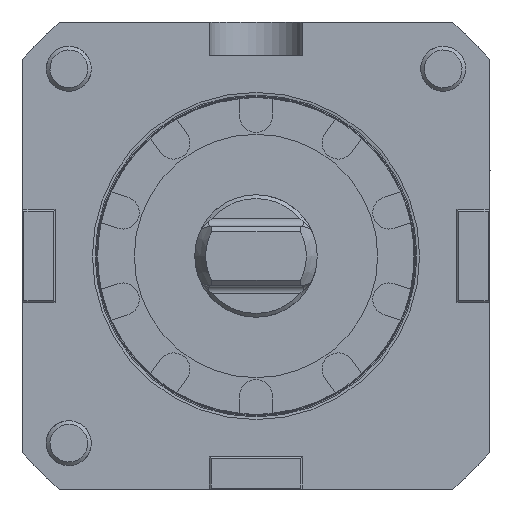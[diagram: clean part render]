
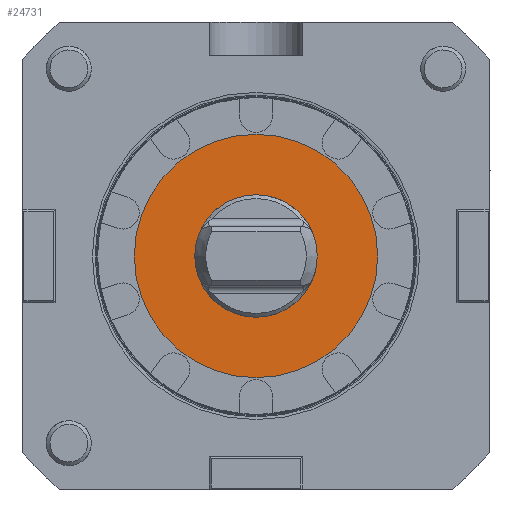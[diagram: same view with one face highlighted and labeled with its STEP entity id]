
A CAD part, front view. The second image highlights one B-rep face of the part: STEP entity #24731.
In plain terms, the highlighted planar face has unit normal (0, -1, 0).
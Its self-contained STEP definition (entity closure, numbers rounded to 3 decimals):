
#288 = CARTESIAN_POINT ( 'NONE',  ( 0., -100., 0. ) ) ;
#513 = FACE_BOUND ( 'NONE', #13491, .T. ) ;
#2696 = DIRECTION ( 'NONE',  ( 1., 0., 0. ) ) ;
#2913 = DIRECTION ( 'NONE',  ( -1., 0., 0. ) ) ;
#3048 = DIRECTION ( 'NONE',  ( 0., 1., 0. ) ) ;
#3304 = DIRECTION ( 'NONE',  ( 0., -1., 0. ) ) ;
#3405 = EDGE_CURVE ( 'NONE', #23973, #23973, #26422, .T. ) ;
#3797 = DIRECTION ( 'NONE',  ( 1., 0., 0. ) ) ;
#5337 = CIRCLE ( 'NONE', #27729, 16.35 ) ;
#7556 = EDGE_LOOP ( 'NONE', ( #27190 ) ) ;
#7913 = CARTESIAN_POINT ( 'NONE',  ( 16.35, -100., 0. ) ) ;
#8961 = CARTESIAN_POINT ( 'NONE',  ( 0., -100., 0. ) ) ;
#9022 = AXIS2_PLACEMENT_3D ( 'NONE', #288, #3048, #2913 ) ;
#10257 = CARTESIAN_POINT ( 'NONE',  ( -32.5, -100., 0. ) ) ;
#13491 = EDGE_LOOP ( 'NONE', ( #20845 ) ) ;
#17430 = VERTEX_POINT ( 'NONE', #7913 ) ;
#20845 = ORIENTED_EDGE ( 'NONE', *, *, #27564, .T. ) ;
#23309 = DIRECTION ( 'NONE',  ( 0., 1., 0. ) ) ;
#23973 = VERTEX_POINT ( 'NONE', #10257 ) ;
#24731 = ADVANCED_FACE ( 'Defeature completata1_200', ( #513, #26561 ), #29209, .T. ) ;
#25099 = AXIS2_PLACEMENT_3D ( 'NONE', #26396, #3304, #2696 ) ;
#26396 = CARTESIAN_POINT ( 'NONE',  ( -32.5, -100., 0. ) ) ;
#26422 = CIRCLE ( 'NONE', #9022, 32.5 ) ;
#26561 = FACE_OUTER_BOUND ( 'NONE', #7556, .T. ) ;
#27190 = ORIENTED_EDGE ( 'NONE', *, *, #3405, .F. ) ;
#27564 = EDGE_CURVE ( 'NONE', #17430, #17430, #5337, .T. ) ;
#27729 = AXIS2_PLACEMENT_3D ( 'NONE', #8961, #23309, #3797 ) ;
#29209 = PLANE ( 'NONE',  #25099 ) ;
